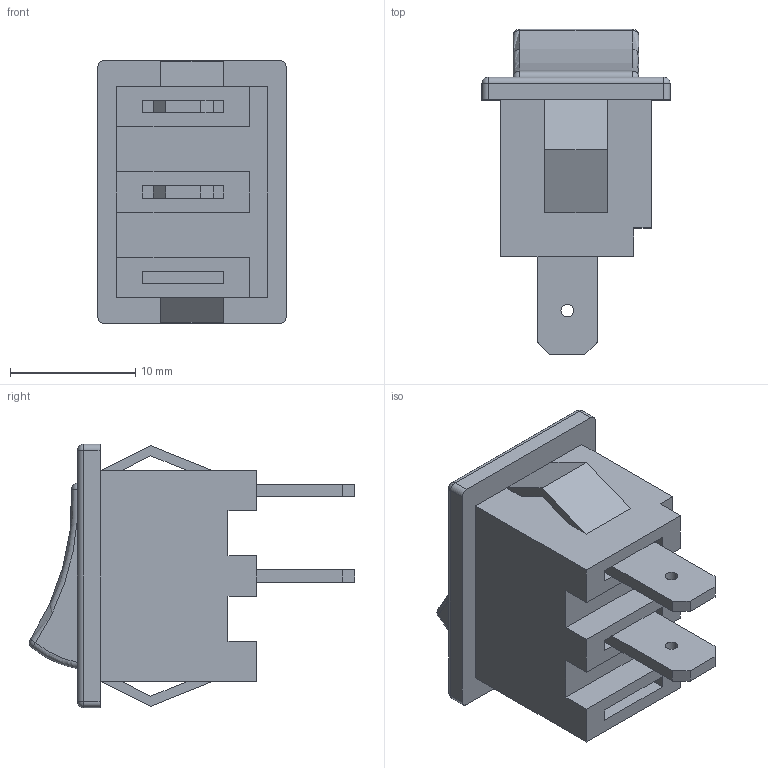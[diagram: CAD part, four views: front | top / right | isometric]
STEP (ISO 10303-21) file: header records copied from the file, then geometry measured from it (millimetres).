
FILE_DESCRIPTION (( 'STEP AP203' ), '1' );
FILE_NAME ('switch-arcolectric-h8600vbaaa.step', '2015-08-07T07:22:19', ( 'Cesar' ), ( '' ), 'SwSTEP 2.0', 'SolidWorks 2013', '' );
FILE_SCHEMA (( 'CONFIG_CONTROL_DESIGN' ));
Length unit declared in the file: millimetre
Products named in the file (1): switch-arcolectric-h8600vbaaa
Bounding box: 15 x 25.94 x 21 mm (x, y, z)
Volume: 3194.3 mm3; surface area: 2090.2 mm2
Topology: 3 solids, 3 shells, 94 faces, 243 edges, 150 vertices
Faces by surface type: plane 66, cylinder 16, sphere 8, torus 4
Entity records: 2828 total; most frequent: CARTESIAN_POINT 492, ORIENTED_EDGE 462, DIRECTION 461, EDGE_CURVE 231, VECTOR 183, LINE 183, VERTEX_POINT 146, AXIS2_PLACEMENT_3D 139
